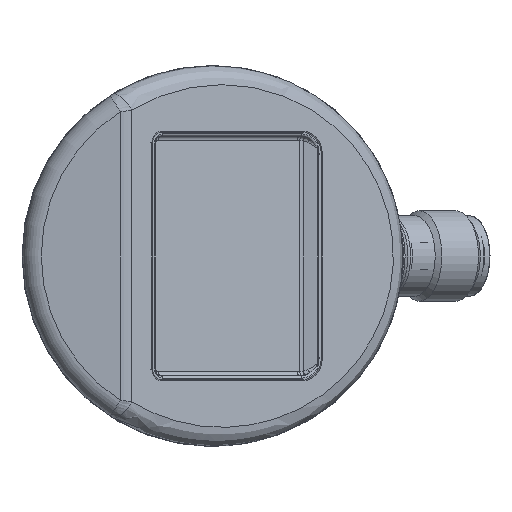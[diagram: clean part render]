
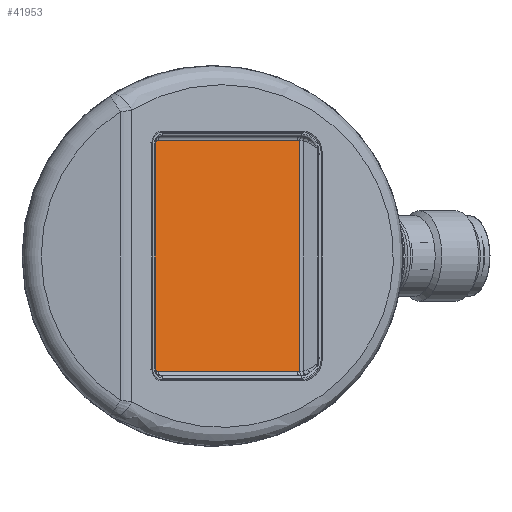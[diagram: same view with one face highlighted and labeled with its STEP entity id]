
A CAD part, front view. The second image highlights one B-rep face of the part: STEP entity #41953.
In plain terms, the highlighted planar face has unit normal (0.5, -0.866, 0).
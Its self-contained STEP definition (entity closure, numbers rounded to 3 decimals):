
#2516=LINE('',#53026,#4638);
#2517=LINE('',#53030,#4639);
#2518=LINE('',#53034,#4640);
#2519=LINE('',#53038,#4641);
#4638=VECTOR('',#46125,1000.);
#4639=VECTOR('',#46128,1000.);
#4640=VECTOR('',#46131,1000.);
#4641=VECTOR('',#46134,1000.);
#6760=ORIENTED_EDGE('',*,*,#15804,.T.);
#6761=ORIENTED_EDGE('',*,*,#15805,.T.);
#6762=ORIENTED_EDGE('',*,*,#15806,.T.);
#6763=ORIENTED_EDGE('',*,*,#15807,.T.);
#6764=ORIENTED_EDGE('',*,*,#15808,.T.);
#6765=ORIENTED_EDGE('',*,*,#15809,.T.);
#6766=ORIENTED_EDGE('',*,*,#15810,.T.);
#6767=ORIENTED_EDGE('',*,*,#15811,.T.);
#15804=EDGE_CURVE('',#20326,#20327,#23294,.F.);
#15805=EDGE_CURVE('',#20327,#20328,#2516,.T.);
#15806=EDGE_CURVE('',#20328,#20329,#23295,.F.);
#15807=EDGE_CURVE('',#20329,#20330,#2517,.T.);
#15808=EDGE_CURVE('',#20330,#20331,#23296,.F.);
#15809=EDGE_CURVE('',#20331,#20332,#2518,.T.);
#15810=EDGE_CURVE('',#20332,#20333,#23297,.F.);
#15811=EDGE_CURVE('',#20333,#20326,#2519,.T.);
#20326=VERTEX_POINT('',#53024);
#20327=VERTEX_POINT('',#53025);
#20328=VERTEX_POINT('',#53027);
#20329=VERTEX_POINT('',#53029);
#20330=VERTEX_POINT('',#53031);
#20331=VERTEX_POINT('',#53033);
#20332=VERTEX_POINT('',#53035);
#20333=VERTEX_POINT('',#53037);
#23294=CIRCLE('',#43731,1.946);
#23295=CIRCLE('',#43732,1.946);
#23296=CIRCLE('',#43733,0.446);
#23297=CIRCLE('',#43734,0.446);
#24015=EDGE_LOOP('',(#6760,#6761,#6762,#6763,#6764,#6765,#6766,#6767));
#26066=FACE_BOUND('',#24015,.T.);
#28118=PLANE('',#43730);
#41953=ADVANCED_FACE('',(#26066),#28118,.F.);
#43730=AXIS2_PLACEMENT_3D('',#53022,#46121,#46122);
#43731=AXIS2_PLACEMENT_3D('',#53023,#46123,#46124);
#43732=AXIS2_PLACEMENT_3D('',#53028,#46126,#46127);
#43733=AXIS2_PLACEMENT_3D('',#53032,#46129,#46130);
#43734=AXIS2_PLACEMENT_3D('',#53036,#46132,#46133);
#46121=DIRECTION('',(-0.5,0.866,0.));
#46122=DIRECTION('',(0.866,0.5,0.));
#46123=DIRECTION('',(-0.5,0.866,0.));
#46124=DIRECTION('',(0.866,0.5,0.));
#46125=DIRECTION('',(0.,0.,1.));
#46126=DIRECTION('',(-0.5,0.866,0.));
#46127=DIRECTION('',(0.866,0.5,0.));
#46128=DIRECTION('',(-0.866,-0.5,0.));
#46129=DIRECTION('',(-0.5,0.866,0.));
#46130=DIRECTION('',(0.866,0.5,0.));
#46131=DIRECTION('',(0.,0.,-1.));
#46132=DIRECTION('',(-0.5,0.866,0.));
#46133=DIRECTION('',(0.866,0.5,0.));
#46134=DIRECTION('',(0.866,0.5,0.));
#53022=CARTESIAN_POINT('',(11.243,-23.119,13.4));
#53023=CARTESIAN_POINT('',(11.243,-23.119,-13.4));
#53024=CARTESIAN_POINT('',(11.243,-23.119,-15.346));
#53025=CARTESIAN_POINT('',(11.526,-22.955,-15.318));
#53026=CARTESIAN_POINT('',(11.526,-22.955,15.252));
#53027=CARTESIAN_POINT('',(11.526,-22.955,15.318));
#53028=CARTESIAN_POINT('',(11.243,-23.119,13.4));
#53029=CARTESIAN_POINT('',(11.243,-23.119,15.346));
#53030=CARTESIAN_POINT('',(-7.203,-33.769,15.346));
#53031=CARTESIAN_POINT('',(-7.203,-33.769,15.346));
#53032=CARTESIAN_POINT('',(-7.203,-33.769,14.9));
#53033=CARTESIAN_POINT('',(-7.589,-33.991,14.9));
#53034=CARTESIAN_POINT('',(-7.589,-33.991,-14.9));
#53035=CARTESIAN_POINT('',(-7.589,-33.991,-14.9));
#53036=CARTESIAN_POINT('',(-7.203,-33.769,-14.9));
#53037=CARTESIAN_POINT('',(-7.203,-33.769,-15.346));
#53038=CARTESIAN_POINT('',(11.243,-23.119,-15.346));
